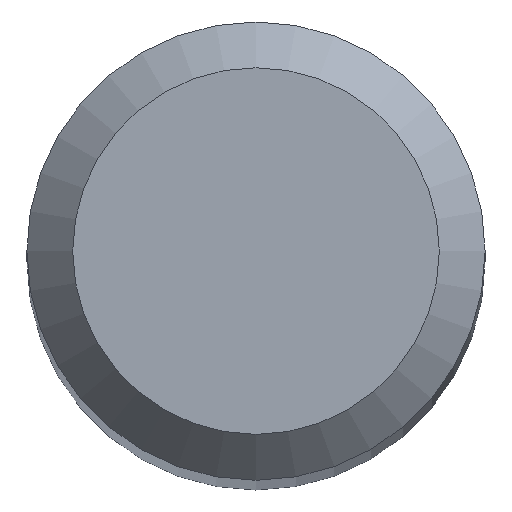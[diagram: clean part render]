
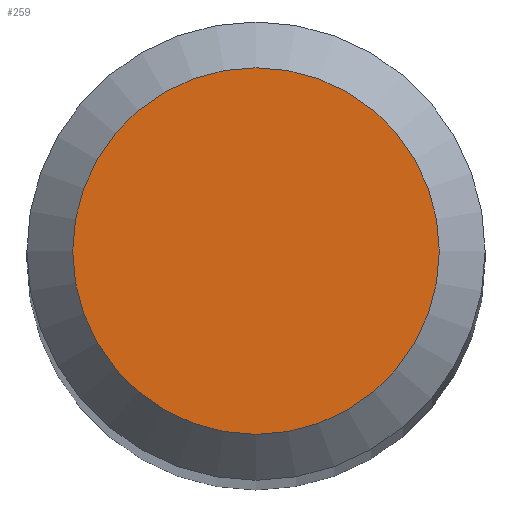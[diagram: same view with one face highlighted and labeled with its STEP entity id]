
A CAD part, top view. The second image highlights one B-rep face of the part: STEP entity #259.
In plain terms, the highlighted planar face has unit normal (0, 0, 1).
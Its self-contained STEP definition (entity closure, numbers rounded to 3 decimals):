
#2 = AXIS2_PLACEMENT_3D ( 'NONE', #83, #30, #198 ) ;
#14 = DIRECTION ( 'NONE',  ( 0., 0., -1. ) ) ;
#30 = DIRECTION ( 'NONE',  ( 0., 0., -1. ) ) ;
#37 = CARTESIAN_POINT ( 'NONE',  ( 0., 1.2, 50. ) ) ;
#67 = CARTESIAN_POINT ( 'NONE',  ( 0., 0., 50. ) ) ;
#83 = CARTESIAN_POINT ( 'NONE',  ( 0., 0., 50. ) ) ;
#89 = CIRCLE ( 'NONE', #2, 1.2 ) ;
#101 = EDGE_CURVE ( 'NONE', #112, #112, #89, .T. ) ;
#112 = VERTEX_POINT ( 'NONE', #37 ) ;
#114 = FACE_OUTER_BOUND ( 'NONE', #167, .T. ) ;
#136 = AXIS2_PLACEMENT_3D ( 'NONE', #67, #14, #160 ) ;
#160 = DIRECTION ( 'NONE',  ( 0., 1., 0. ) ) ;
#167 = EDGE_LOOP ( 'NONE', ( #245 ) ) ;
#179 = PLANE ( 'NONE',  #136 ) ;
#198 = DIRECTION ( 'NONE',  ( 0., 1., 0. ) ) ;
#245 = ORIENTED_EDGE ( 'NONE', *, *, #101, .F. ) ;
#259 = ADVANCED_FACE ( 'NONE', ( #114 ), #179, .F. ) ;
